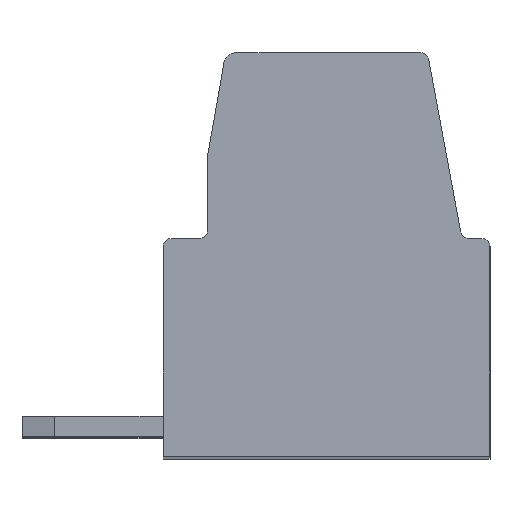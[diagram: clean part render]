
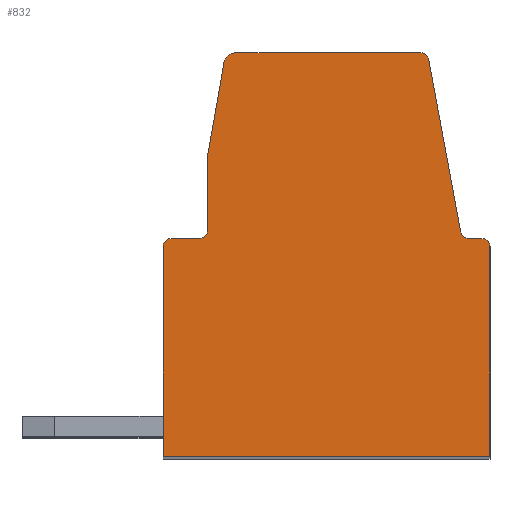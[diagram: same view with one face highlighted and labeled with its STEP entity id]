
A CAD part, top view. The second image highlights one B-rep face of the part: STEP entity #832.
In plain terms, the highlighted planar face has unit normal (0, 0, 1).
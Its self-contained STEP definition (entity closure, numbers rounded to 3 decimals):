
#832 = ADVANCED_FACE( '', ( #1787 ), #1788, .F. );
#1787 = FACE_OUTER_BOUND( '', #2884, .T. );
#1788 = PLANE( '', #2885 );
#2884 = EDGE_LOOP( '', ( #5170, #5171, #5172, #5173, #5174, #5175, #5176, #5177, #5178, #5179, #5180, #5181, #5182, #5183, #5184 ) );
#2885 = AXIS2_PLACEMENT_3D( '', #5185, #5186, #5187 );
#5170 = ORIENTED_EDGE( '', *, *, #7528, .T. );
#5171 = ORIENTED_EDGE( '', *, *, #6929, .T. );
#5172 = ORIENTED_EDGE( '', *, *, #7529, .F. );
#5173 = ORIENTED_EDGE( '', *, *, #7530, .T. );
#5174 = ORIENTED_EDGE( '', *, *, #7531, .T. );
#5175 = ORIENTED_EDGE( '', *, *, #7532, .T. );
#5176 = ORIENTED_EDGE( '', *, *, #7533, .T. );
#5177 = ORIENTED_EDGE( '', *, *, #7362, .T. );
#5178 = ORIENTED_EDGE( '', *, *, #7534, .F. );
#5179 = ORIENTED_EDGE( '', *, *, #7412, .T. );
#5180 = ORIENTED_EDGE( '', *, *, #6902, .F. );
#5181 = ORIENTED_EDGE( '', *, *, #7535, .T. );
#5182 = ORIENTED_EDGE( '', *, *, #6834, .T. );
#5183 = ORIENTED_EDGE( '', *, *, #7318, .T. );
#5184 = ORIENTED_EDGE( '', *, *, #7536, .F. );
#5185 = CARTESIAN_POINT( '', ( 0.81, -4.4, 0. ) );
#5186 = DIRECTION( '', ( 0., 0., -1. ) );
#5187 = DIRECTION( '', ( 0., 1., 0. ) );
#6834 = EDGE_CURVE( '', #8282, #8286, #8288, .T. );
#6902 = EDGE_CURVE( '', #8396, #8398, #8399, .T. );
#6929 = EDGE_CURVE( '', #8442, #8440, #8443, .T. );
#7318 = EDGE_CURVE( '', #8286, #9053, #9055, .T. );
#7362 = EDGE_CURVE( '', #9123, #9121, #9124, .T. );
#7412 = EDGE_CURVE( '', #9191, #8398, #9192, .T. );
#7528 = EDGE_CURVE( '', #9342, #8442, #9343, .T. );
#7529 = EDGE_CURVE( '', #9344, #8440, #9345, .T. );
#7530 = EDGE_CURVE( '', #9344, #9346, #9347, .T. );
#7531 = EDGE_CURVE( '', #9346, #9348, #9349, .T. );
#7532 = EDGE_CURVE( '', #9348, #9350, #9351, .T. );
#7533 = EDGE_CURVE( '', #9350, #9123, #9352, .T. );
#7534 = EDGE_CURVE( '', #9191, #9121, #9353, .T. );
#7535 = EDGE_CURVE( '', #8396, #8282, #9354, .T. );
#7536 = EDGE_CURVE( '', #9342, #9053, #9355, .T. );
#8282 = VERTEX_POINT( '', #10328 );
#8286 = VERTEX_POINT( '', #10333 );
#8288 = CIRCLE( '', #10336, 0.2 );
#8396 = VERTEX_POINT( '', #10493 );
#8398 = VERTEX_POINT( '', #10496 );
#8399 = CIRCLE( '', #10497, 0.2 );
#8440 = VERTEX_POINT( '', #10557 );
#8442 = VERTEX_POINT( '', #10560 );
#8443 = LINE( '', #10561, #10562 );
#9053 = VERTEX_POINT( '', #11452 );
#9055 = LINE( '', #11455, #11456 );
#9121 = VERTEX_POINT( '', #11554 );
#9123 = VERTEX_POINT( '', #11557 );
#9124 = LINE( '', #11558, #11559 );
#9191 = VERTEX_POINT( '', #11660 );
#9192 = LINE( '', #11661, #11662 );
#9342 = VERTEX_POINT( '', #11884 );
#9343 = LINE( '', #11885, #11886 );
#9344 = VERTEX_POINT( '', #11887 );
#9345 = CIRCLE( '', #11888, 0.2 );
#9346 = VERTEX_POINT( '', #11889 );
#9347 = LINE( '', #11890, #11891 );
#9348 = VERTEX_POINT( '', #11892 );
#9349 = CIRCLE( '', #11893, 0.2 );
#9350 = VERTEX_POINT( '', #11894 );
#9351 = LINE( '', #11895, #11896 );
#9352 = LINE( '', #11897, #11898 );
#9353 = CIRCLE( '', #11899, 0.2 );
#9354 = LINE( '', #11900, #11901 );
#9355 = CIRCLE( '', #11902, 0.3 );
#10328 = CARTESIAN_POINT( '', ( -1.52, 9.836, 0. ) );
#10333 = CARTESIAN_POINT( '', ( -1.716, 10., 0. ) );
#10336 = AXIS2_PLACEMENT_3D( '', #12689, #12690, #12691 );
#10493 = CARTESIAN_POINT( '', ( -0.728, 5.564, 0. ) );
#10496 = CARTESIAN_POINT( '', ( -0.531, 5.4, 0. ) );
#10497 = AXIS2_PLACEMENT_3D( '', #12748, #12749, #12750 );
#10557 = CARTESIAN_POINT( '', ( -7., 5.6, 0. ) );
#10560 = CARTESIAN_POINT( '', ( -7., 7.448, 0. ) );
#10561 = CARTESIAN_POINT( '', ( -7., -18.438, 0. ) );
#10562 = VECTOR( '', #12774, 1000. );
#11452 = CARTESIAN_POINT( '', ( -6.298, 10., 0. ) );
#11455 = CARTESIAN_POINT( '', ( -16.414, 10., 0. ) );
#11456 = VECTOR( '', #13128, 1000. );
#11554 = CARTESIAN_POINT( '', ( 0., 5.2, 0. ) );
#11557 = CARTESIAN_POINT( '', ( 0., 0., 0. ) );
#11558 = CARTESIAN_POINT( '', ( 0., -18.438, 0. ) );
#11559 = VECTOR( '', #13174, 1000. );
#11660 = CARTESIAN_POINT( '', ( -0.2, 5.4, 0. ) );
#11661 = CARTESIAN_POINT( '', ( -16.414, 5.4, 0. ) );
#11662 = VECTOR( '', #13215, 1000. );
#11884 = CARTESIAN_POINT( '', ( -6.594, 9.752, 0. ) );
#11885 = CARTESIAN_POINT( '', ( -11.564, -18.438, 0. ) );
#11886 = VECTOR( '', #13300, 1000. );
#11887 = CARTESIAN_POINT( '', ( -7.2, 5.4, 0. ) );
#11888 = AXIS2_PLACEMENT_3D( '', #13301, #13302, #13303 );
#11889 = CARTESIAN_POINT( '', ( -7.9, 5.4, 0. ) );
#11890 = CARTESIAN_POINT( '', ( -16.414, 5.4, 0. ) );
#11891 = VECTOR( '', #13304, 1000. );
#11892 = CARTESIAN_POINT( '', ( -8.1, 5.2, 0. ) );
#11893 = AXIS2_PLACEMENT_3D( '', #13305, #13306, #13307 );
#11894 = CARTESIAN_POINT( '', ( -8.1, 0., 0. ) );
#11895 = CARTESIAN_POINT( '', ( -8.1, -18.438, 0. ) );
#11896 = VECTOR( '', #13308, 1000. );
#11897 = CARTESIAN_POINT( '', ( -16.414, 0., 0. ) );
#11898 = VECTOR( '', #13309, 1000. );
#11899 = AXIS2_PLACEMENT_3D( '', #13310, #13311, #13312 );
#11900 = CARTESIAN_POINT( '', ( 3.721, -18.438, 0. ) );
#11901 = VECTOR( '', #13313, 1000. );
#11902 = AXIS2_PLACEMENT_3D( '', #13314, #13315, #13316 );
#12689 = CARTESIAN_POINT( '', ( -1.716, 9.8, 0. ) );
#12690 = DIRECTION( '', ( 0., 0., 1. ) );
#12691 = DIRECTION( '', ( 1., 0., 0. ) );
#12748 = CARTESIAN_POINT( '', ( -0.531, 5.6, 0. ) );
#12749 = DIRECTION( '', ( 0., 0., 1. ) );
#12750 = DIRECTION( '', ( 1., 0., 0. ) );
#12774 = DIRECTION( '', ( 0., -1., 0. ) );
#13128 = DIRECTION( '', ( -1., 0., 0. ) );
#13174 = DIRECTION( '', ( 0., 1., 0. ) );
#13215 = DIRECTION( '', ( -1., 0., 0. ) );
#13300 = DIRECTION( '', ( -0.174, -0.985, 0. ) );
#13301 = CARTESIAN_POINT( '', ( -7.2, 5.6, 0. ) );
#13302 = DIRECTION( '', ( 0., 0., 1. ) );
#13303 = DIRECTION( '', ( 1., 0., 0. ) );
#13304 = DIRECTION( '', ( -1., 0., 0. ) );
#13305 = CARTESIAN_POINT( '', ( -7.9, 5.2, 0. ) );
#13306 = DIRECTION( '', ( 0., 0., 1. ) );
#13307 = DIRECTION( '', ( 1., 0., 0. ) );
#13308 = DIRECTION( '', ( 0., -1., 0. ) );
#13309 = DIRECTION( '', ( 1., 0., 0. ) );
#13310 = CARTESIAN_POINT( '', ( -0.2, 5.2, 0. ) );
#13311 = DIRECTION( '', ( 0., 0., -1. ) );
#13312 = DIRECTION( '', ( -1., 0., 0. ) );
#13313 = DIRECTION( '', ( -0.182, 0.983, 0. ) );
#13314 = CARTESIAN_POINT( '', ( -6.298, 9.7, 0. ) );
#13315 = DIRECTION( '', ( 0., 0., -1. ) );
#13316 = DIRECTION( '', ( -1., 0., 0. ) );
